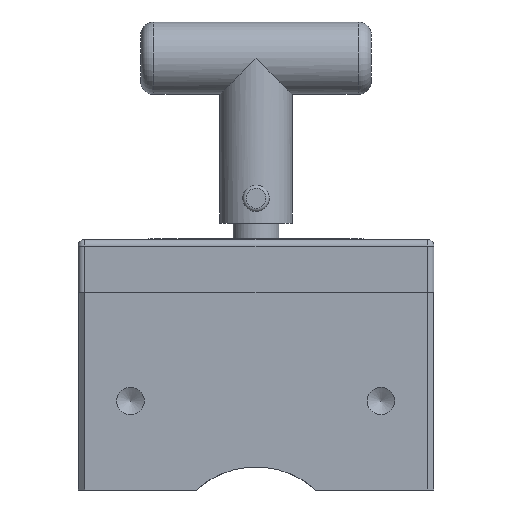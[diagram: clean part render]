
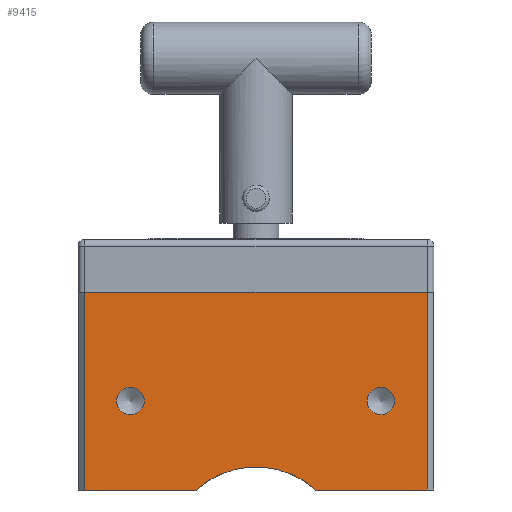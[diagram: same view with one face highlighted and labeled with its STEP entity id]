
A CAD part, front view. The second image highlights one B-rep face of the part: STEP entity #9415.
In plain terms, the highlighted planar face has unit normal (0, -1, 0).
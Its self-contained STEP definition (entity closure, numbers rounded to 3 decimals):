
#776=LINE('',#12369,#1615);
#777=LINE('',#12372,#1616);
#778=LINE('',#12376,#1617);
#779=LINE('',#12378,#1618);
#780=LINE('',#12379,#1619);
#1615=VECTOR('',#10579,10.);
#1616=VECTOR('',#10582,10.);
#1617=VECTOR('',#10585,10.);
#1618=VECTOR('',#10586,10.);
#1619=VECTOR('',#10587,10.);
#2452=PLANE('',#10078);
#2720=FACE_BOUND('',#3472,.T.);
#2721=FACE_BOUND('',#3473,.T.);
#2904=FACE_OUTER_BOUND('',#3471,.T.);
#3471=EDGE_LOOP('',(#6615,#6616,#6617,#6618,#6619,#6620));
#3472=EDGE_LOOP('',(#6621));
#3473=EDGE_LOOP('',(#6622));
#4157=CIRCLE('',#10079,27.);
#4158=CIRCLE('',#10080,4.188);
#4159=CIRCLE('',#10081,4.188);
#4266=VERTEX_POINT('',#12362);
#4269=VERTEX_POINT('',#12367);
#4270=VERTEX_POINT('',#12371);
#4271=VERTEX_POINT('',#12373);
#4272=VERTEX_POINT('',#12375);
#4273=VERTEX_POINT('',#12377);
#4274=VERTEX_POINT('',#12380);
#4275=VERTEX_POINT('',#12382);
#5219=EDGE_CURVE('',#4269,#4266,#776,.T.);
#5220=EDGE_CURVE('',#4270,#4269,#777,.T.);
#5221=EDGE_CURVE('',#4270,#4271,#4157,.T.);
#5222=EDGE_CURVE('',#4272,#4271,#778,.T.);
#5223=EDGE_CURVE('',#4273,#4272,#779,.T.);
#5224=EDGE_CURVE('',#4273,#4266,#780,.T.);
#5225=EDGE_CURVE('',#4274,#4274,#4158,.T.);
#5226=EDGE_CURVE('',#4275,#4275,#4159,.T.);
#6615=ORIENTED_EDGE('',*,*,#5219,.F.);
#6616=ORIENTED_EDGE('',*,*,#5220,.F.);
#6617=ORIENTED_EDGE('',*,*,#5221,.T.);
#6618=ORIENTED_EDGE('',*,*,#5222,.F.);
#6619=ORIENTED_EDGE('',*,*,#5223,.F.);
#6620=ORIENTED_EDGE('',*,*,#5224,.T.);
#6621=ORIENTED_EDGE('',*,*,#5225,.T.);
#6622=ORIENTED_EDGE('',*,*,#5226,.T.);
#9415=ADVANCED_FACE('',(#2904,#2720,#2721),#2452,.T.);
#10078=AXIS2_PLACEMENT_3D('',#12370,#10580,#10581);
#10079=AXIS2_PLACEMENT_3D('',#12374,#10583,#10584);
#10080=AXIS2_PLACEMENT_3D('',#12381,#10588,#10589);
#10081=AXIS2_PLACEMENT_3D('',#12383,#10590,#10591);
#10579=DIRECTION('',(0.,0.,1.));
#10580=DIRECTION('center_axis',(0.,-1.,0.));
#10581=DIRECTION('ref_axis',(0.,0.,-1.));
#10582=DIRECTION('',(-1.,0.,0.));
#10583=DIRECTION('center_axis',(0.,1.,0.));
#10584=DIRECTION('ref_axis',(1.,0.,0.));
#10585=DIRECTION('',(-1.,0.,0.));
#10586=DIRECTION('',(0.,0.,-1.));
#10587=DIRECTION('',(-1.,0.,0.));
#10588=DIRECTION('center_axis',(0.,1.,0.));
#10589=DIRECTION('ref_axis',(1.,0.,0.));
#10590=DIRECTION('center_axis',(0.,1.,0.));
#10591=DIRECTION('ref_axis',(1.,0.,0.));
#12362=CARTESIAN_POINT('',(-52.,-36.,60.));
#12367=CARTESIAN_POINT('',(-52.,-36.,0.));
#12369=CARTESIAN_POINT('',(-52.,-36.,0.));
#12370=CARTESIAN_POINT('Origin',(54.,-36.,0.));
#12371=CARTESIAN_POINT('',(-18.138,-36.,0.));
#12372=CARTESIAN_POINT('',(54.,-36.,0.));
#12373=CARTESIAN_POINT('',(18.138,-36.,0.));
#12374=CARTESIAN_POINT('Origin',(0.,-36.,-20.));
#12375=CARTESIAN_POINT('',(52.,-36.,0.));
#12376=CARTESIAN_POINT('',(54.,-36.,0.));
#12377=CARTESIAN_POINT('',(52.,-36.,60.));
#12378=CARTESIAN_POINT('',(52.,-36.,0.));
#12379=CARTESIAN_POINT('',(54.,-36.,60.));
#12380=CARTESIAN_POINT('',(42.088,-36.,27.));
#12381=CARTESIAN_POINT('Origin',(37.9,-36.,27.));
#12382=CARTESIAN_POINT('',(-33.912,-36.,27.));
#12383=CARTESIAN_POINT('Origin',(-38.1,-36.,27.));
